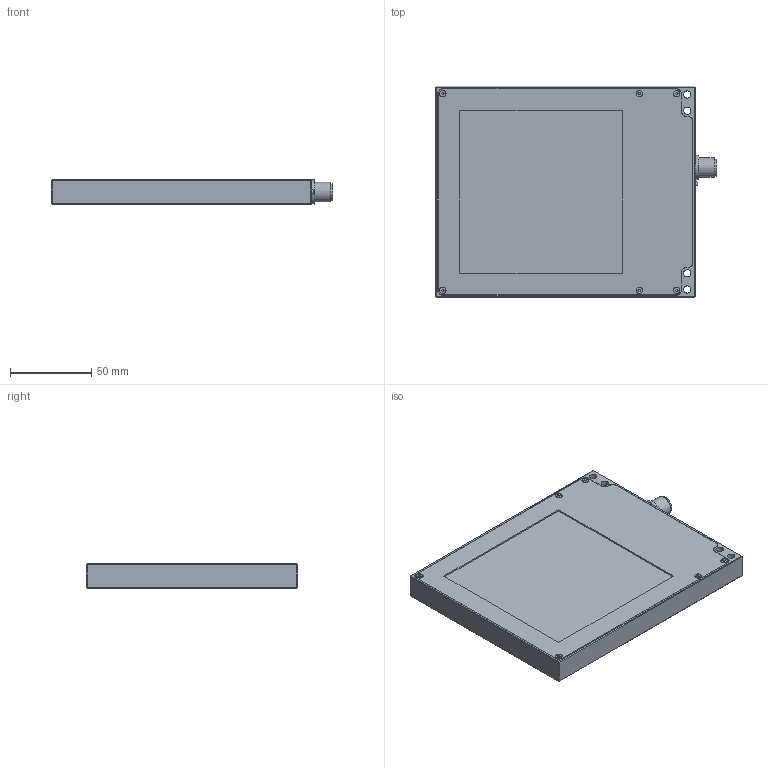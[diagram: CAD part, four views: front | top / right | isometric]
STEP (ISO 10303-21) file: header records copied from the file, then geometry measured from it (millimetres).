
FILE_DESCRIPTION(/* description */ (''),/* implementation_level */ '2;1');
FILE_NAME(/* name */ 'AO000395.stp',/* time_stamp */ '2016-09-28T15:26:19+02:00',/* author */ ('mitarbeiter'),/* organization */ (''),/* preprocessor_version */ 'ST-DEVELOPER v15.2',/* originating_system */ 'Autodesk Inventor 2014',/* authorisation */ '');
FILE_SCHEMA (('AUTOMOTIVE_DESIGN { 1 0 10303 214 3 1 1 }'));
Length unit declared in the file: millimetre
Products named in the file (1): AO000395
Bounding box: 173 x 130 x 15.1 mm (x, y, z)
Volume: 259308.6 mm3; surface area: 75066.7 mm2
Topology: 5 solids, 18 shells, 987 faces, 2205 edges, 1450 vertices
Faces by surface type: plane 796, cone 103, cylinder 87, bspline 1
Full cylindrical faces by diameter (mm): 0.7 x4, 1.567 x6, 1.7 x4, 1.8 x4, 2.5 x6, 2.8 x1, 3 x3, 3.2 x1, 4 x6, 4.5 x4, 7.85 x1, 8.5 x1, 8.6 x2, 8.8 x1, 9.45 x1, 9.5 x2, 9.9 x1, 10 x1, 10.5 x1, 12 x1, 15 x1
Entity records: 26082 total; most frequent: CARTESIAN_POINT 4451, DIRECTION 4347, ORIENTED_EDGE 4028, EDGE_CURVE 2014, LINE 1649, VECTOR 1649, VERTEX_POINT 1415, EDGE_LOOP 1371
